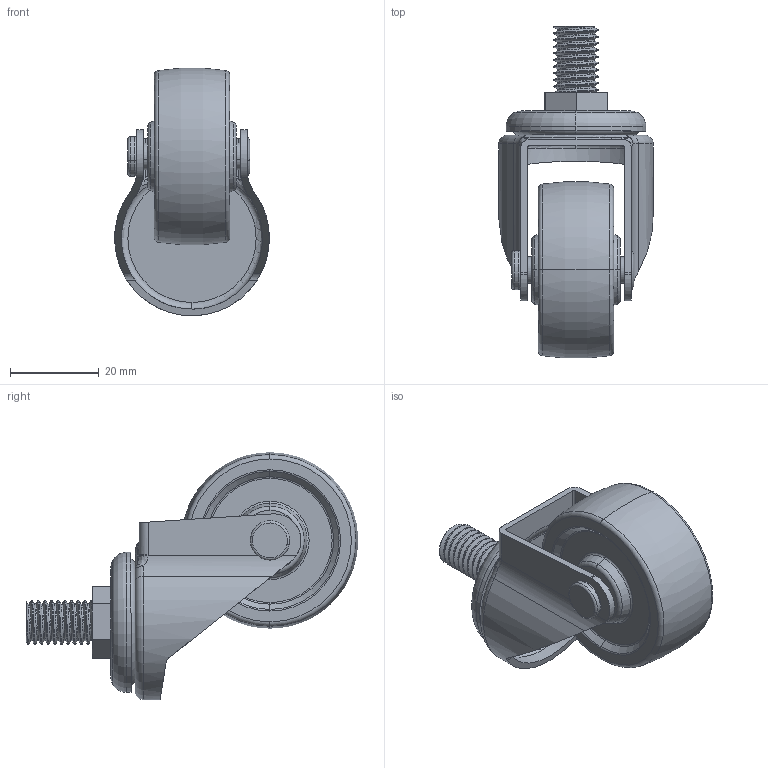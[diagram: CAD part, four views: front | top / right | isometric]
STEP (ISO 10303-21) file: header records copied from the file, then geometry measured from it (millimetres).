
FILE_DESCRIPTION (( 'STEP AP203' ), '1' );
FILE_NAME ('11210150065213.STEP', '2026-01-10T05:23:42', ( '' ), ( '' ), 'SwSTEP 2.0', 'SolidWorks 2021', '' );
FILE_SCHEMA (( 'CONFIG_CONTROL_DESIGN' ));
Length unit declared in the file: millimetre
Products named in the file (5): 11210150065213(2); 1.5______; 1.5__25__________; _____T____A_O; 11210150065213
Assembly tree (4 placements, depth 3):
  11210150065213
    11210150065213(2)
      1.5______
      1.5__25__________
      _____T____A_O
Bounding box: 34.98 x 75.03 x 55.94 mm (x, y, z)
Volume: 29767.3 mm3; surface area: 13665.4 mm2
Topology: 3 solids, 4 shells, 155 faces, 361 edges, 221 vertices
Faces by surface type: cylinder 53, torus 47, plane 32, bspline 11, cone 10, sphere 2
Entity records: 8829 total; most frequent: CARTESIAN_POINT 4913, DIRECTION 742, ORIENTED_EDGE 718, EDGE_CURVE 359, AXIS2_PLACEMENT_3D 323, VERTEX_POINT 221, EDGE_LOOP 172, CIRCLE 171
